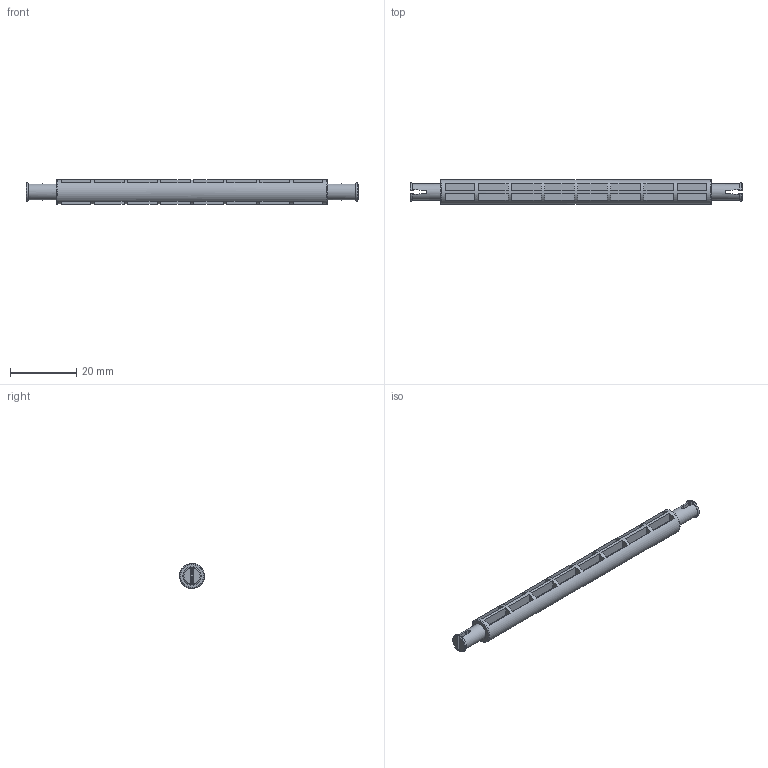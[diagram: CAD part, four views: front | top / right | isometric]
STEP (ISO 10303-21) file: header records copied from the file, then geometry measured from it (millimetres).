
FILE_DESCRIPTION(/* description */ (''),/* implementation_level */ '2;1');
FILE_NAME(/* name */ 'RB8.stp',/* time_stamp */ '2019-03-13T12:13:14+01:00',/* author */ ('Varga Daniel'),/* organization */ (''),/* preprocessor_version */ 'ST-DEVELOPER v17.2',/* originating_system */ 'Autodesk Inventor 2019',/* authorisation */ '');
FILE_SCHEMA (('AUTOMOTIVE_DESIGN { 1 0 10303 214 3 1 1 }'));
Length unit declared in the file: millimetre
Products named in the file (1): RB8
Bounding box: 100.2 x 7.5 x 7.5 mm (x, y, z)
Volume: 2540.9 mm3; surface area: 3918.5 mm2
Topology: 1 solids, 1 shells, 213 faces, 537 edges, 360 vertices
Faces by surface type: plane 184, cylinder 19, torus 10
Full cylindrical faces by diameter (mm): 4.875 x2, 7.5 x1
Entity records: 6964 total; most frequent: CARTESIAN_POINT 1539, ORIENTED_EDGE 1074, DIRECTION 1027, EDGE_CURVE 537, LINE 379, VECTOR 379, VERTEX_POINT 360, AXIS2_PLACEMENT_3D 324
